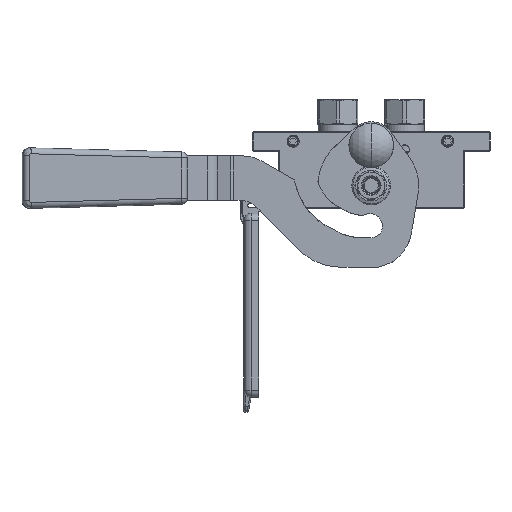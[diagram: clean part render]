
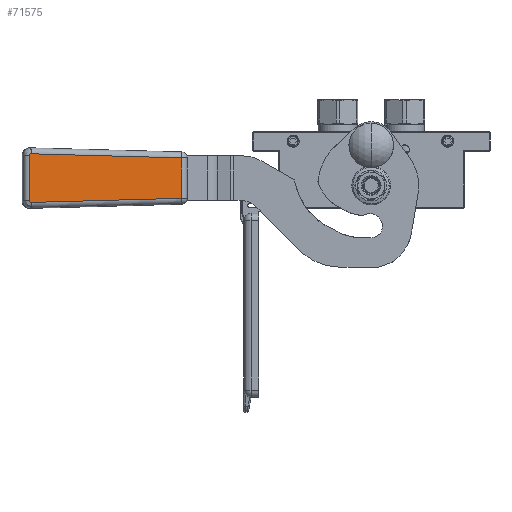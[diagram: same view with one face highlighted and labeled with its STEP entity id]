
A CAD part, front view. The second image highlights one B-rep face of the part: STEP entity #71575.
In plain terms, the highlighted face is planar.
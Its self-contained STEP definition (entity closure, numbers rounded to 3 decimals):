
#3741 = ORIENTED_EDGE ( 'NONE', *, *, #50596, .F. ) ;
#5294 = CARTESIAN_POINT ( 'NONE',  ( 15.754, 15.944, -4.127 ) ) ;
#5929 = CARTESIAN_POINT ( 'NONE',  ( 16.355, 15.934, -4.882 ) ) ;
#6558 = CARTESIAN_POINT ( 'NONE',  ( 16.301, 15.937, -4.688 ) ) ;
#6628 = VECTOR ( 'NONE', #91859, 1000. ) ;
#7916 = CARTESIAN_POINT ( 'NONE',  ( 15.363, 15.945, -4.054 ) ) ;
#8325 = CARTESIAN_POINT ( 'NONE',  ( 15.363, 15.945, -4.054 ) ) ;
#9461 = CARTESIAN_POINT ( 'NONE',  ( -15.754, 15.944, -4.127 ) ) ;
#9549 = VERTEX_POINT ( 'NONE', #40993 ) ;
#11916 = CARTESIAN_POINT ( 'NONE',  ( -16.363, 15.931, -5.081 ) ) ;
#13359 = CARTESIAN_POINT ( 'NONE',  ( 16.364, 15.932, -5.014 ) ) ;
#14008 = B_SPLINE_CURVE_WITH_KNOTS ( 'NONE', 3,
 ( #37389, #89919, #54830, #9461, #90527, #91447, #54496, #16580, #47405, #84033, #32122 ),
 .UNSPECIFIED., .F., .F.,
 ( 4, 1, 1, 1, 1, 1, 1, 1, 4 ),
 ( 0., 0.125, 0.25, 0.375, 0.5, 0.625, 0.75, 0.875, 1. ),
 .UNSPECIFIED. ) ;
#16580 = CARTESIAN_POINT ( 'NONE',  ( -16.301, 15.937, -4.688 ) ) ;
#17092 = DIRECTION ( 'NONE',  ( 0.027, -0.014, -1. ) ) ;
#19863 = CARTESIAN_POINT ( 'NONE',  ( 15.562, 15.945, -4.067 ) ) ;
#20678 = DIRECTION ( 'NONE',  ( 0., -0.014, -1. ) ) ;
#26298 = LINE ( 'NONE', #47157, #6628 ) ;
#26715 = VERTEX_POINT ( 'NONE', #8325 ) ;
#27953 = CARTESIAN_POINT ( 'NONE',  ( 15.931, 15.943, -4.223 ) ) ;
#28280 = CARTESIAN_POINT ( 'NONE',  ( 15.43, 15.945, -4.054 ) ) ;
#31103 = VECTOR ( 'NONE', #46031, 1000. ) ;
#32122 = CARTESIAN_POINT ( 'NONE',  ( -16.363, 15.931, -5.081 ) ) ;
#35103 = CARTESIAN_POINT ( 'NONE',  ( 15.363, 15.945, -4.054 ) ) ;
#36085 = VECTOR ( 'NONE', #68530, 1000. ) ;
#36110 = ORIENTED_EDGE ( 'NONE', *, *, #79838, .F. ) ;
#36886 = FACE_OUTER_BOUND ( 'NONE', #39551, .T. ) ;
#37389 = CARTESIAN_POINT ( 'NONE',  ( -15.363, 15.945, -4.054 ) ) ;
#37935 = CARTESIAN_POINT ( 'NONE',  ( -13.607, 14.553, -107.054 ) ) ;
#38231 = CARTESIAN_POINT ( 'NONE',  ( 16.363, 15.931, -5.081 ) ) ;
#39149 = VERTEX_POINT ( 'NONE', #11916 ) ;
#39551 = EDGE_LOOP ( 'NONE', ( #62244, #42905, #42802, #74772, #3741, #36110 ) ) ;
#40993 = CARTESIAN_POINT ( 'NONE',  ( -13.607, 14.553, -107.054 ) ) ;
#42802 = ORIENTED_EDGE ( 'NONE', *, *, #68033, .F. ) ;
#42905 = ORIENTED_EDGE ( 'NONE', *, *, #94597, .F. ) ;
#44610 = EDGE_CURVE ( 'NONE', #9549, #53649, #68344, .T. ) ;
#46031 = DIRECTION ( 'NONE',  ( 1., 0., 0. ) ) ;
#47157 = CARTESIAN_POINT ( 'NONE',  ( 13.607, 14.553, -107.054 ) ) ;
#47405 = CARTESIAN_POINT ( 'NONE',  ( -16.355, 15.934, -4.882 ) ) ;
#48961 = CARTESIAN_POINT ( 'NONE',  ( -15.363, 15.945, -4.054 ) ) ;
#49781 = B_SPLINE_CURVE_WITH_KNOTS ( 'NONE', 3,
 ( #93785, #13359, #5929, #6558, #58427, #87315, #27953, #5294, #19863, #28280, #35103 ),
 .UNSPECIFIED., .F., .F.,
 ( 4, 1, 1, 1, 1, 1, 1, 1, 4 ),
 ( 0., 0.125, 0.25, 0.375, 0.5, 0.625, 0.75, 0.875, 1. ),
 .UNSPECIFIED. ) ;
#49891 = DIRECTION ( 'NONE',  ( 0., -1., 0.014 ) ) ;
#50596 = EDGE_CURVE ( 'NONE', #63326, #26715, #49781, .T. ) ;
#51969 = AXIS2_PLACEMENT_3D ( 'NONE', #80327, #49891, #20678 ) ;
#52350 = LINE ( 'NONE', #77067, #80160 ) ;
#53649 = VERTEX_POINT ( 'NONE', #86526 ) ;
#54496 = CARTESIAN_POINT ( 'NONE',  ( -16.209, 15.939, -4.509 ) ) ;
#54830 = CARTESIAN_POINT ( 'NONE',  ( -15.562, 15.945, -4.067 ) ) ;
#58427 = CARTESIAN_POINT ( 'NONE',  ( 16.209, 15.939, -4.509 ) ) ;
#62244 = ORIENTED_EDGE ( 'NONE', *, *, #44610, .F. ) ;
#63326 = VERTEX_POINT ( 'NONE', #38231 ) ;
#65857 = VERTEX_POINT ( 'NONE', #48961 ) ;
#68033 = EDGE_CURVE ( 'NONE', #65857, #39149, #14008, .T. ) ;
#68344 = LINE ( 'NONE', #37935, #31103 ) ;
#68530 = DIRECTION ( 'NONE',  ( -1., 0., 0. ) ) ;
#71575 = ADVANCED_FACE ( 'NONE', ( #36886 ), #86527, .F. ) ;
#74772 = ORIENTED_EDGE ( 'NONE', *, *, #75003, .F. ) ;
#75003 = EDGE_CURVE ( 'NONE', #26715, #65857, #84830, .T. ) ;
#77067 = CARTESIAN_POINT ( 'NONE',  ( -16.363, 15.931, -5.081 ) ) ;
#79838 = EDGE_CURVE ( 'NONE', #53649, #63326, #26298, .T. ) ;
#80160 = VECTOR ( 'NONE', #17092, 1000. ) ;
#80327 = CARTESIAN_POINT ( 'NONE',  ( 50., 16., 0. ) ) ;
#84033 = CARTESIAN_POINT ( 'NONE',  ( -16.364, 15.932, -5.014 ) ) ;
#84830 = LINE ( 'NONE', #7916, #36085 ) ;
#86526 = CARTESIAN_POINT ( 'NONE',  ( 13.607, 14.553, -107.054 ) ) ;
#86527 = PLANE ( 'NONE',  #51969 ) ;
#87315 = CARTESIAN_POINT ( 'NONE',  ( 16.084, 15.941, -4.352 ) ) ;
#89919 = CARTESIAN_POINT ( 'NONE',  ( -15.43, 15.945, -4.054 ) ) ;
#90527 = CARTESIAN_POINT ( 'NONE',  ( -15.931, 15.943, -4.223 ) ) ;
#91447 = CARTESIAN_POINT ( 'NONE',  ( -16.084, 15.941, -4.352 ) ) ;
#91859 = DIRECTION ( 'NONE',  ( 0.027, 0.014, 1. ) ) ;
#93785 = CARTESIAN_POINT ( 'NONE',  ( 16.363, 15.931, -5.081 ) ) ;
#94597 = EDGE_CURVE ( 'NONE', #39149, #9549, #52350, .T. ) ;
